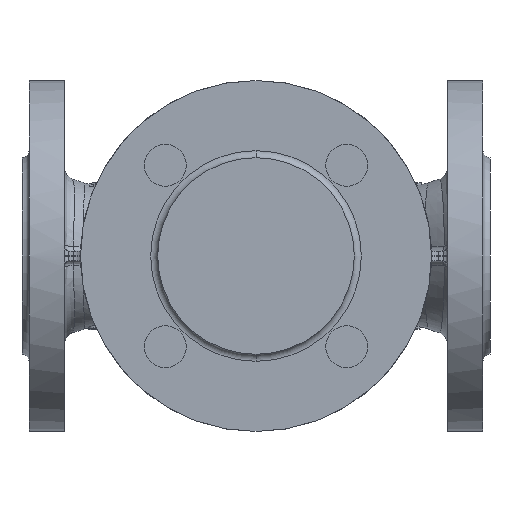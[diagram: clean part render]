
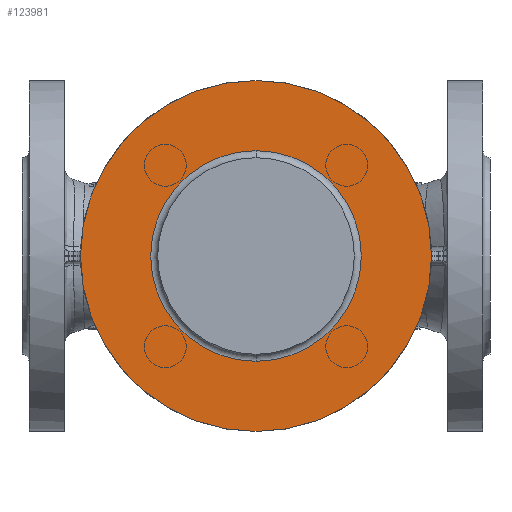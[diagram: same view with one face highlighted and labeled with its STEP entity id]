
A CAD part, front view. The second image highlights one B-rep face of the part: STEP entity #123981.
In plain terms, the highlighted planar face has unit normal (0, -1, 0).
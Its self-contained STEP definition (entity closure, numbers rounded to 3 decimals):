
#22505 = VERTEX_POINT ( 'NONE', #40029 ) ;
#22508 = VERTEX_POINT ( 'NONE', #40034 ) ;
#22620 = VERTEX_POINT ( 'NONE', #40059 ) ;
#22836 = VERTEX_POINT ( 'NONE', #40142 ) ;
#36164 = CIRCLE ( 'NONE', #36177, 45.135 ) ;
#36177 = AXIS2_PLACEMENT_3D ( 'NONE', #51743, #51747, #51751 ) ;
#36207 = CIRCLE ( 'NONE', #36220, 75.225 ) ;
#36220 = AXIS2_PLACEMENT_3D ( 'NONE', #51946, #51950, #51954 ) ;
#40029 = CARTESIAN_POINT ( 'NONE',  ( 0., -97.233, -75.225 ) ) ;
#40034 = CARTESIAN_POINT ( 'NONE',  ( 0., -97.233, 75.225 ) ) ;
#40059 = CARTESIAN_POINT ( 'NONE',  ( 0., -97.233, 45.135 ) ) ;
#40142 = CARTESIAN_POINT ( 'NONE',  ( 0., -97.233, -45.135 ) ) ;
#43655 = EDGE_CURVE ( 'NONE', #22508, #22505, #126091, .T. ) ;
#43690 = EDGE_CURVE ( 'NONE', #22836, #22620, #126073, .T. ) ;
#51743 = CARTESIAN_POINT ( 'NONE',  ( 0., -97.233, 0. ) ) ;
#51747 = DIRECTION ( 'NONE',  ( 0., -1., 0. ) ) ;
#51751 = DIRECTION ( 'NONE',  ( 0., 0., -1. ) ) ;
#51946 = CARTESIAN_POINT ( 'NONE',  ( 0., -97.233, 0. ) ) ;
#51950 = DIRECTION ( 'NONE',  ( 0., -1., 0. ) ) ;
#51954 = DIRECTION ( 'NONE',  ( 0., 0., -1. ) ) ;
#61108 = AXIS2_PLACEMENT_3D ( 'NONE', #119269, #119319, #119322 ) ;
#71318 = CARTESIAN_POINT ( 'NONE',  ( 0., -97.233, 0. ) ) ;
#71320 = DIRECTION ( 'NONE',  ( 0., -1., 0. ) ) ;
#71323 = DIRECTION ( 'NONE',  ( 0., 0., -1. ) ) ;
#71550 = CARTESIAN_POINT ( 'NONE',  ( 0., -97.233, 0. ) ) ;
#71553 = DIRECTION ( 'NONE',  ( 0., -1., 0. ) ) ;
#71556 = DIRECTION ( 'NONE',  ( 0., 0., -1. ) ) ;
#94192 = EDGE_LOOP ( 'NONE', ( #126247, #126249 ) ) ;
#94194 = EDGE_LOOP ( 'NONE', ( #126243, #126245 ) ) ;
#119269 = CARTESIAN_POINT ( 'NONE',  ( -45.135, -97.233, 0. ) ) ;
#119305 = FACE_BOUND ( 'NONE', #94194, .T. ) ;
#119310 = FACE_OUTER_BOUND ( 'NONE', #94192, .T. ) ;
#119313 = PLANE ( 'NONE',  #61108 ) ;
#119319 = DIRECTION ( 'NONE',  ( 0., 1., 0. ) ) ;
#119322 = DIRECTION ( 'NONE',  ( 0., 0., 1. ) ) ;
#123981 = ADVANCED_FACE ( 'NONE', ( #119305, #119310 ), #119313, .F. ) ;
#126021 = AXIS2_PLACEMENT_3D ( 'NONE', #71550, #71553, #71556 ) ;
#126073 = CIRCLE ( 'NONE', #126021, 45.135 ) ;
#126091 = CIRCLE ( 'NONE', #126103, 75.225 ) ;
#126103 = AXIS2_PLACEMENT_3D ( 'NONE', #71318, #71320, #71323 ) ;
#126243 = ORIENTED_EDGE ( 'NONE', *, *, #43690, .F. ) ;
#126245 = ORIENTED_EDGE ( 'NONE', *, *, #128305, .F. ) ;
#126247 = ORIENTED_EDGE ( 'NONE', *, *, #128349, .T. ) ;
#126249 = ORIENTED_EDGE ( 'NONE', *, *, #43655, .T. ) ;
#128305 = EDGE_CURVE ( 'NONE', #22620, #22836, #36164, .T. ) ;
#128349 = EDGE_CURVE ( 'NONE', #22505, #22508, #36207, .T. ) ;
